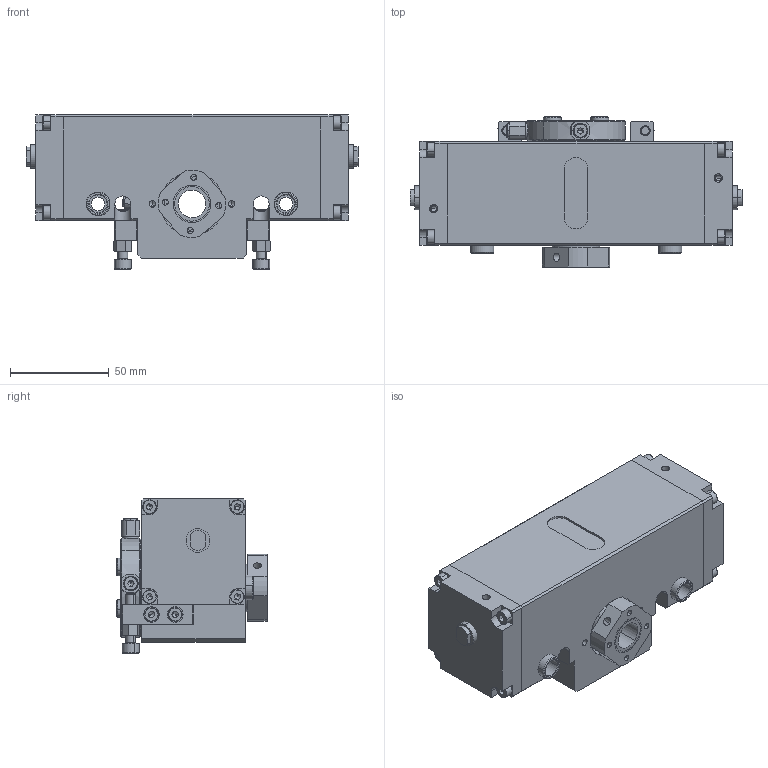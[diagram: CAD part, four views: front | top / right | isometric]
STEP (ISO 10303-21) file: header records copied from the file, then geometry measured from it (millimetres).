
FILE_DESCRIPTION (( 'STEP AP214' ), '1' );
FILE_NAME ('SFS A34D.STEP', '2012-03-09T07:18:01', ( 'xw4600' ), ( '' ), 'SwSTEP 2.0', 'SolidWorks 2010', '' );
FILE_SCHEMA (( 'AUTOMOTIVE_DESIGN' ));
Length unit declared in the file: millimetre
Products named in the file (15): SFS A34D-01_Default; SFS A34D-02_ISO - Spur gear 1.25M 20T 20PA 26FW ---S20A52H55.6L14.0N; SFS A34D-04_Default; SFS A34D-04-1_Default; SFS A34D-05_Default; SFS A34D-06_Default; SFS A34D-07_Default; SFS A34D-08_Default; SFS A34D-09_Default; ABSORBER(M12)_Default; Socket Head Cap Screw_ISO_ISO 4762 M5 x 25 --- 25N; Hex Nut GradeC_ISO_Hexagon Nut ISO - 4034 - M5 - N; Socket Head Cap Screw_ISO_ISO 4762 M4 x 16 --- 16N; BB M4 x 15_PreviewCfg; SFS A34D
Assembly tree (34 placements, depth 2):
  SFS A34D
    SFS A34D-08_Default  x2
    SFS A34D-07_Default  x2
    SFS A34D-01_Default
    SFS A34D-09_Default  x2
    SFS A34D-05_Default
    Socket Head Cap Screw_ISO_ISO 4762 M4 x 16 --- 16N  x13
    ABSORBER(M12)_Default  x2
    Socket Head Cap Screw_ISO_ISO 4762 M5 x 25 --- 25N  x2
    Hex Nut GradeC_ISO_Hexagon Nut ISO - 4034 - M5 - N  x2
    BB M4 x 15_PreviewCfg  x2
    SFS A34D-06_Default  x2
    SFS A34D-04-1_Default
    SFS A34D-04_Default
    SFS A34D-02_ISO - Spur gear 1.25M 20T 20PA 26FW ---S20A52H55.6L14.0N
Bounding box: 168 x 76 x 78 mm (x, y, z)
Volume: 387016.1 mm3; surface area: 117734.9 mm2
Topology: 34 solids, 34 shells, 1148 faces, 2754 edges, 1661 vertices
Faces by surface type: plane 440, cylinder 427, cone 197, torus 84
Entity records: 21615 total; most frequent: CARTESIAN_POINT 4055, DIRECTION 3645, ORIENTED_EDGE 3190, EDGE_CURVE 1595, AXIS2_PLACEMENT_3D 1440, VERTEX_POINT 1018, LINE 765, VECTOR 765
